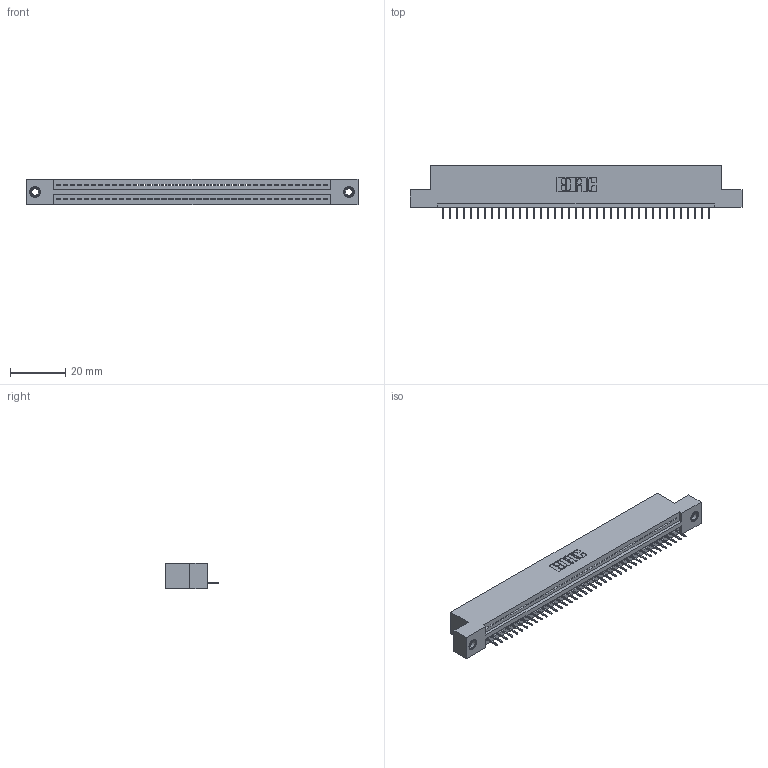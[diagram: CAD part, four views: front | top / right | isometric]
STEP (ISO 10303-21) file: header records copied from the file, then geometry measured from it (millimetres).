
FILE_DESCRIPTION (( 'STEP AP203' ), '1' );
FILE_NAME ('345-039-524-107.STEP', '2019-10-08T06:14:52', ( '' ), ( '' ), 'SwSTEP 2.0', 'SolidWorks 2016', '' );
FILE_SCHEMA (( 'CONFIG_CONTROL_DESIGN' ));
Length unit declared in the file: inch
Products named in the file (4): 345 Part_Flush Mounting Lugs - 0.156 Dia-TI; 345-039-524-107; 345-250-001_345-250-005-103; 345-292-001_345-293-124
Assembly tree (42 placements, depth 2):
  345-039-524-107
    345 Part_Flush Mounting Lugs - 0.156 Dia-TI
    345-292-001_345-293-124  x39
    345-250-001_345-250-005-103  x2
Bounding box: 120.27 x 19.35 x 9.4 mm (x, y, z)
Volume: 11231.1 mm3; surface area: 14424.3 mm2
Topology: 42 solids, 42 shells, 2604 faces, 7497 edges, 4834 vertices
Faces by surface type: plane 1906, cylinder 682, cone 12, torus 4
Entity records: 31016 total; most frequent: CARTESIAN_POINT 5352, ORIENTED_EDGE 5318, DIRECTION 4707, EDGE_CURVE 2659, VECTOR 2355, LINE 2355, VERTEX_POINT 1764, AXIS2_PLACEMENT_3D 1176
